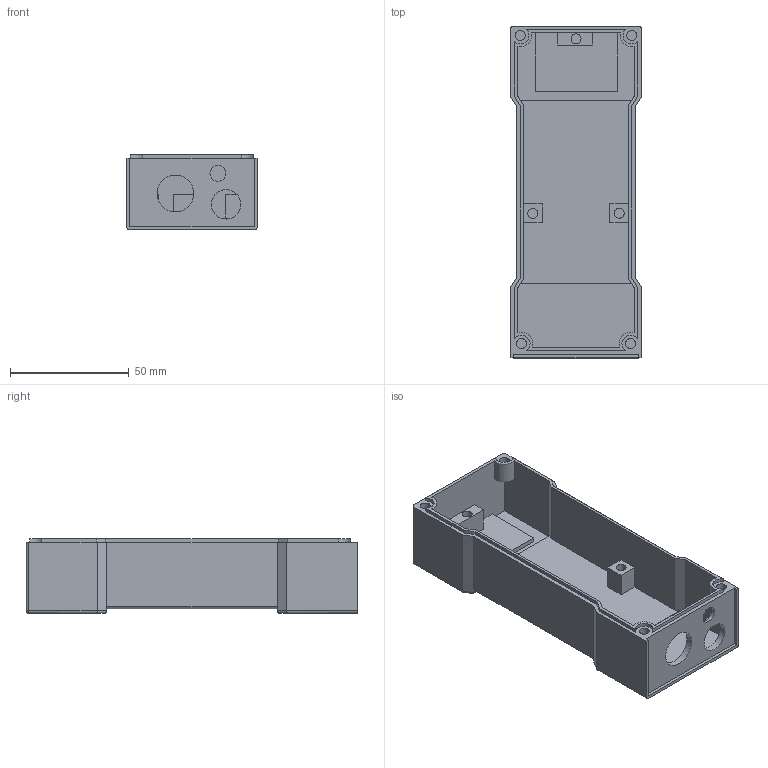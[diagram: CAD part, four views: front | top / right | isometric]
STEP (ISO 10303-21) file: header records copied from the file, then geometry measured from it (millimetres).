
FILE_DESCRIPTION(/* description */ (''),/* implementation_level */ '2;1');
FILE_NAME(/* name */ 'FTM19003 MOD2 Bottom.step',/* time_stamp */ '2025-04-04T14:28:47-05:00',/* author */ (''),/* organization */ (''),/* preprocessor_version */ 'ST-DEVELOPER v20.1',/* originating_system */ 'Autodesk Translation Framework v14.4.0.0',/* authorisation */ '');
FILE_SCHEMA (('AUTOMOTIVE_DESIGN { 1 0 10303 214 3 1 1 }'));
Length unit declared in the file: millimetre
Products named in the file (1): 2025-04-04-14-28-47-681
Bounding box: 55 x 140 x 31.5 mm (x, y, z)
Volume: 49325.8 mm3; surface area: 40454.2 mm2
Topology: 1 solids, 1 shells, 191 faces, 477 edges, 312 vertices
Faces by surface type: plane 128, cylinder 61, sphere 2
Full cylindrical faces by diameter (mm): 4.2 x7, 6.75 x1, 12.4 x1, 15.5 x1
Entity records: 5706 total; most frequent: CARTESIAN_POINT 981, DIRECTION 975, ORIENTED_EDGE 954, EDGE_CURVE 477, LINE 363, VECTOR 363, VERTEX_POINT 312, AXIS2_PLACEMENT_3D 306
